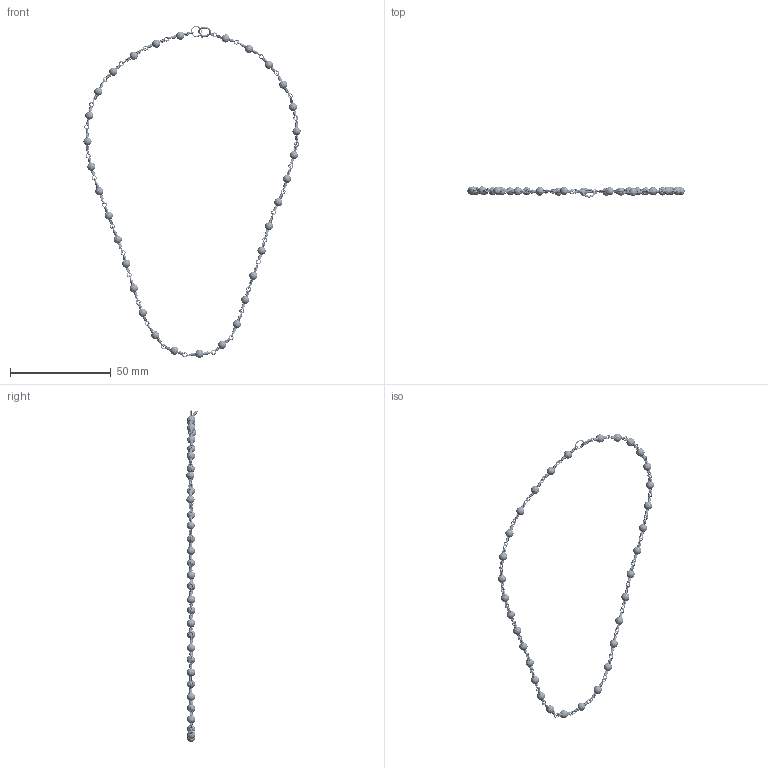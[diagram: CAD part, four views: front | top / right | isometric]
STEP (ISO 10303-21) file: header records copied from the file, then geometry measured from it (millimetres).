
FILE_DESCRIPTION(('FreeCAD Model'),'2;1');
FILE_NAME('Open CASCADE Shape Model','2025-04-27T21:43:59',('FreeCAD'),( 'FreeCAD'),'Open CASCADE STEP processor 7.6','FreeCAD','Unknown');
FILE_SCHEMA(('AUTOMOTIVE_DESIGN { 1 0 10303 214 1 1 1 1 }'));
Products named in the file (1): Open CASCADE STEP translator 7.6 1
Bounding box: 107.75 x 5.63 x 164.7 mm (x, y, z)
Volume: 1505.7 mm3; surface area: 4398.2 mm2
Topology: 68 solids, 68 shells, 2616 faces, 5474 edges, 2727 vertices
Faces by surface type: bspline 2616
Entity records: 209199 total; most frequent: CARTESIAN_POINT 180618, ORIENTED_EDGE 10408, EDGE_CURVE 5204, VERTEX_POINT 2727, FACE_BOUND 2627, EDGE_LOOP 2627, ADVANCED_FACE 2616, B_SPLINE_CURVE_WITH_KNOTS 2013
